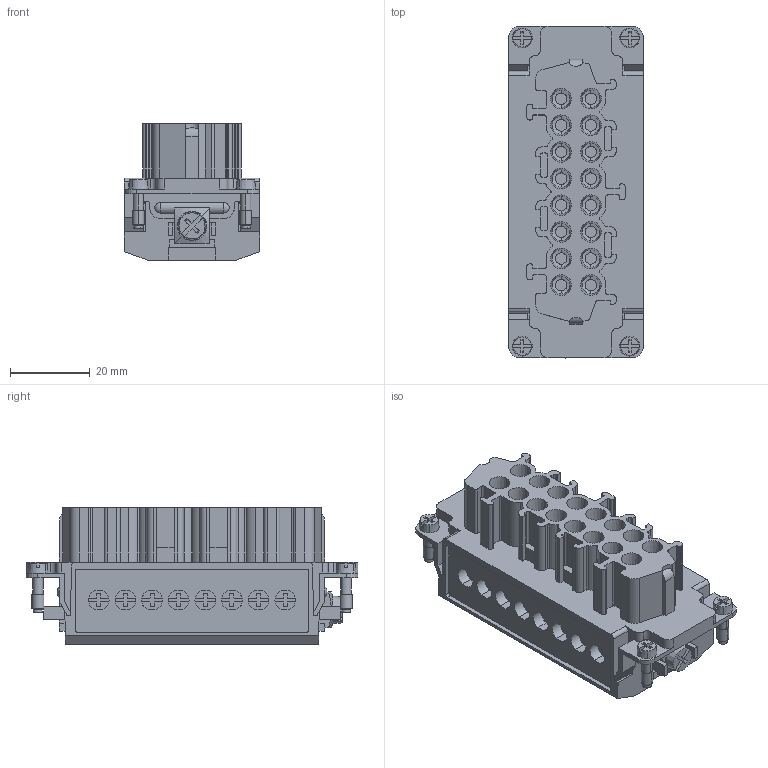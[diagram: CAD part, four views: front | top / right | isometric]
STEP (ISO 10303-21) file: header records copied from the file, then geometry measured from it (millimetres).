
FILE_DESCRIPTION(('Creo Elements/Direct Modeling STEP Export'),'2;1');
FILE_NAME('model.stp','2021-02-23T 0:19:11',(''),(''),'Creo Elements/Direct Modeling STEP processor for AP214 (Solid Model)','Creo Elements/Direct Modeling 20.1D 10-Oct-2020 (C) Parametric Technology GmbH','');
FILE_SCHEMA(('AUTOMOTIVE_DESIGN { 1 0 10303 214 1 1 1 1 }'));
Products named in the file (2): HC_B_16_I_UT_F-select
Assembly tree (1 placements, depth 2):
  HC_B_16_I_UT_F-select
    HC_B_16_I_UT_F-select
Bounding box: 34 x 83.5 x 34.4 mm (x, y, z)
Volume: 48786.4 mm3; surface area: 24293.5 mm2
Topology: 1 solids, 1 shells, 1420 faces, 4006 edges, 2678 vertices
Faces by surface type: plane 961, cylinder 283, cone 116, bspline 56, sphere 4
Entity records: 74777 total; most frequent: CARTESIAN_POINT 27740, ORIENTED_EDGE 8012, DIRECTION 6676, EDGE_CURVE 4006, VECTOR 2700, LINE 2700, VERTEX_POINT 2678, AXIS2_PLACEMENT_3D 1988
